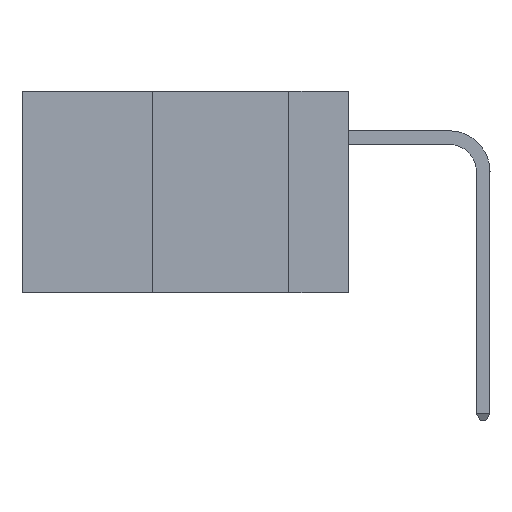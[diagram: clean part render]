
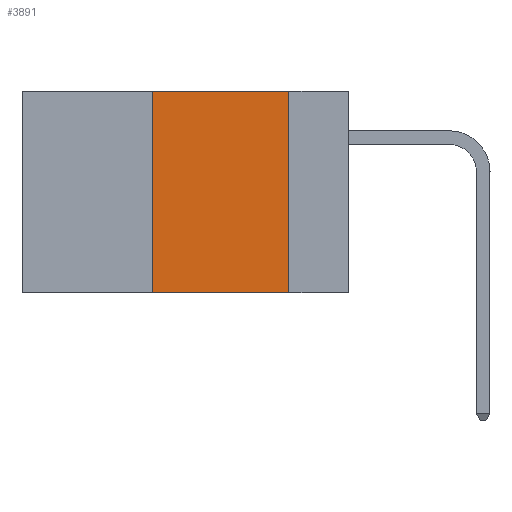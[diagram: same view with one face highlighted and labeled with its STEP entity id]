
A CAD part, left-side view. The second image highlights one B-rep face of the part: STEP entity #3891.
In plain terms, the highlighted planar face has unit normal (-1, 0, 0).
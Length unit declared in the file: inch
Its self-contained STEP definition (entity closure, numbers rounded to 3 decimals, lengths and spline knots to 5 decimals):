
#90 = VECTOR ( 'NONE', #5331, 39.37008 ) ;
#568 = LINE ( 'NONE', #14443, #12334 ) ;
#652 = CARTESIAN_POINT ( 'NONE',  ( 0., 0.11, -0.37 ) ) ;
#1469 = VECTOR ( 'NONE', #3206, 39.37008 ) ;
#1957 = CARTESIAN_POINT ( 'NONE',  ( 0., 0.36, 0. ) ) ;
#2092 = LINE ( 'NONE', #13380, #4238 ) ;
#2410 = EDGE_CURVE ( 'NONE', #9187, #3051, #2092, .T. ) ;
#3051 = VERTEX_POINT ( 'NONE', #6088 ) ;
#3206 = DIRECTION ( 'NONE',  ( 0., 0., 1. ) ) ;
#3891 = ADVANCED_FACE ( 'NONE', ( #11883 ), #5019, .F. ) ;
#4021 = VERTEX_POINT ( 'NONE', #652 ) ;
#4064 = LINE ( 'NONE', #6765, #90 ) ;
#4238 = VECTOR ( 'NONE', #14844, 39.37008 ) ;
#5019 = PLANE ( 'NONE',  #10116 ) ;
#5275 = CARTESIAN_POINT ( 'NONE',  ( 0., 0.36, -0.37 ) ) ;
#5331 = DIRECTION ( 'NONE',  ( 0., 0., -1. ) ) ;
#5735 = DIRECTION ( 'NONE',  ( 0., -1., 0. ) ) ;
#6088 = CARTESIAN_POINT ( 'NONE',  ( 0., 0.11, 0. ) ) ;
#6586 = EDGE_LOOP ( 'NONE', ( #11267, #14928, #17941, #18337 ) ) ;
#6765 = CARTESIAN_POINT ( 'NONE',  ( 0., 0.11, 0. ) ) ;
#7274 = DIRECTION ( 'NONE',  ( 0., 0., -1. ) ) ;
#8251 = VERTEX_POINT ( 'NONE', #5275 ) ;
#9187 = VERTEX_POINT ( 'NONE', #1957 ) ;
#10116 = AXIS2_PLACEMENT_3D ( 'NONE', #14831, #16139, #7274 ) ;
#10445 = EDGE_CURVE ( 'NONE', #8251, #4021, #568, .T. ) ;
#11267 = ORIENTED_EDGE ( 'NONE', *, *, #17087, .F. ) ;
#11389 = EDGE_CURVE ( 'NONE', #8251, #9187, #12737, .T. ) ;
#11883 = FACE_OUTER_BOUND ( 'NONE', #6586, .T. ) ;
#12043 = CARTESIAN_POINT ( 'NONE',  ( 0., 0.36, 0. ) ) ;
#12334 = VECTOR ( 'NONE', #5735, 39.37008 ) ;
#12737 = LINE ( 'NONE', #12043, #1469 ) ;
#13380 = CARTESIAN_POINT ( 'NONE',  ( 0., 0.6, 0. ) ) ;
#14443 = CARTESIAN_POINT ( 'NONE',  ( 0., 0.6, -0.37 ) ) ;
#14831 = CARTESIAN_POINT ( 'NONE',  ( 0., 0.6, 0. ) ) ;
#14844 = DIRECTION ( 'NONE',  ( 0., -1., 0. ) ) ;
#14928 = ORIENTED_EDGE ( 'NONE', *, *, #2410, .F. ) ;
#16139 = DIRECTION ( 'NONE',  ( 1., 0., 0. ) ) ;
#17087 = EDGE_CURVE ( 'NONE', #3051, #4021, #4064, .T. ) ;
#17941 = ORIENTED_EDGE ( 'NONE', *, *, #11389, .F. ) ;
#18337 = ORIENTED_EDGE ( 'NONE', *, *, #10445, .T. ) ;
